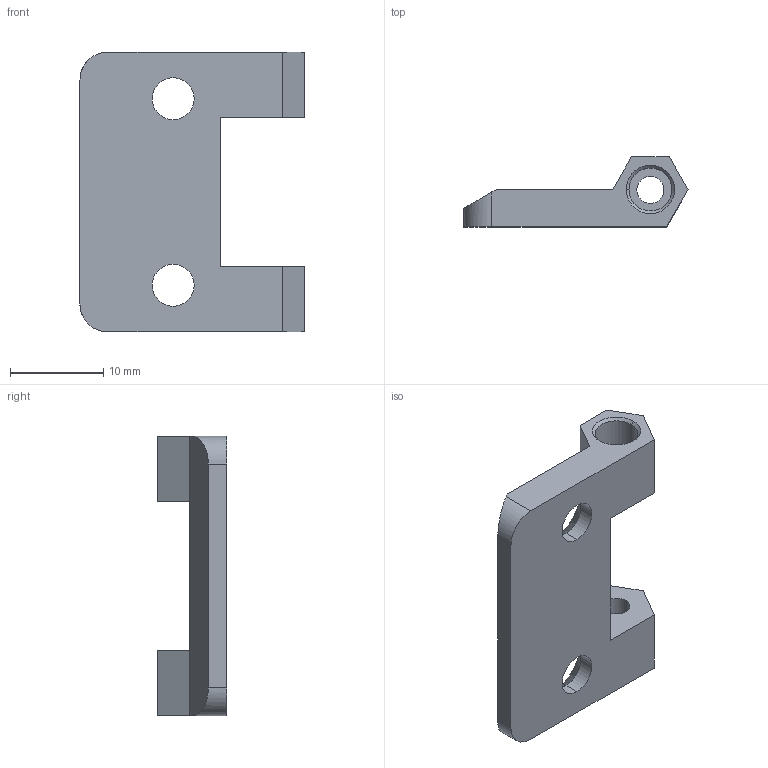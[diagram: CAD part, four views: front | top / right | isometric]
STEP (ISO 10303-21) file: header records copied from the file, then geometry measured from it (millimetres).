
FILE_DESCRIPTION (( 'STEP AP203' ), '1' );
FILE_NAME ('hinge side A.STEP', '2023-03-06T16:37:18', ( '' ), ( '' ), 'SwSTEP 2.0', 'SolidWorks 2013', '' );
FILE_SCHEMA (( 'CONFIG_CONTROL_DESIGN' ));
Length unit declared in the file: millimetre
Products named in the file (1): hinge side A
Bounding box: 24.04 x 7.5 x 30 mm (x, y, z)
Volume: 2033.5 mm3; surface area: 1835.6 mm2
Topology: 1 solids, 1 shells, 33 faces, 87 edges, 56 vertices
Faces by surface type: plane 17, cylinder 10, cone 6
Entity records: 1110 total; most frequent: CARTESIAN_POINT 183, DIRECTION 177, ORIENTED_EDGE 174, EDGE_CURVE 87, VECTOR 61, LINE 61, AXIS2_PLACEMENT_3D 58, VERTEX_POINT 56
